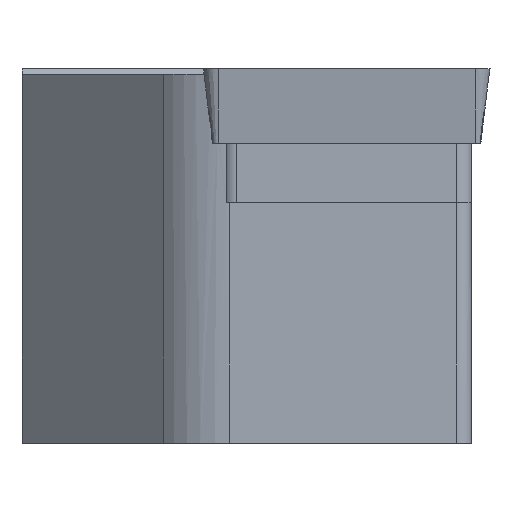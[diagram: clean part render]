
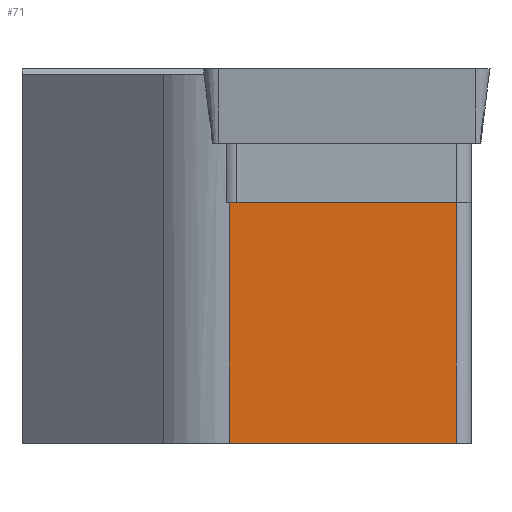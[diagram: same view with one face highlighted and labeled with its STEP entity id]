
A CAD part, left-side view. The second image highlights one B-rep face of the part: STEP entity #71.
In plain terms, the highlighted planar face has unit normal (-1, 0, 0).
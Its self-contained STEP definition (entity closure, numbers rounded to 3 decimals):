
#48=PLANE('',#591);
#71=ADVANCED_FACE('',(#105),#48,.F.);
#105=FACE_OUTER_BOUND('',#135,.T.);
#135=EDGE_LOOP('',(#192,#193,#194,#195));
#192=ORIENTED_EDGE('',*,*,#395,.T.);
#193=ORIENTED_EDGE('',*,*,#400,.T.);
#194=ORIENTED_EDGE('',*,*,#401,.F.);
#195=ORIENTED_EDGE('',*,*,#402,.F.);
#343=VERTEX_POINT('',#803);
#344=VERTEX_POINT('',#805);
#348=VERTEX_POINT('',#815);
#349=VERTEX_POINT('',#817);
#395=EDGE_CURVE('',#344,#343,#472,.T.);
#400=EDGE_CURVE('',#343,#348,#474,.T.);
#401=EDGE_CURVE('',#349,#348,#475,.T.);
#402=EDGE_CURVE('',#344,#349,#476,.T.);
#472=LINE('',#804,#529);
#474=LINE('',#814,#531);
#475=LINE('',#816,#532);
#476=LINE('',#818,#533);
#529=VECTOR('',#642,1.);
#531=VECTOR('',#652,1.);
#532=VECTOR('',#653,1.);
#533=VECTOR('',#654,1.);
#591=AXIS2_PLACEMENT_3D('',#819,#655,#656);
#642=DIRECTION('',(0.,0.,1.));
#652=DIRECTION('',(0.,1.,0.));
#653=DIRECTION('',(0.,0.,1.));
#654=DIRECTION('',(0.,1.,0.));
#655=DIRECTION('',(1.,0.,0.));
#656=DIRECTION('',(0.,1.,0.));
#803=CARTESIAN_POINT('',(1.262,-23.204,-7.15));
#804=CARTESIAN_POINT('',(1.262,-23.204,-30.));
#805=CARTESIAN_POINT('',(1.262,-23.204,-20.));
#814=CARTESIAN_POINT('',(1.262,-24.616,-7.15));
#815=CARTESIAN_POINT('',(1.262,-11.075,-7.15));
#816=CARTESIAN_POINT('',(1.262,-11.075,-30.));
#817=CARTESIAN_POINT('',(1.262,-11.075,-20.));
#818=CARTESIAN_POINT('',(1.262,-23.204,-20.));
#819=CARTESIAN_POINT('',(1.262,-23.204,-30.));
